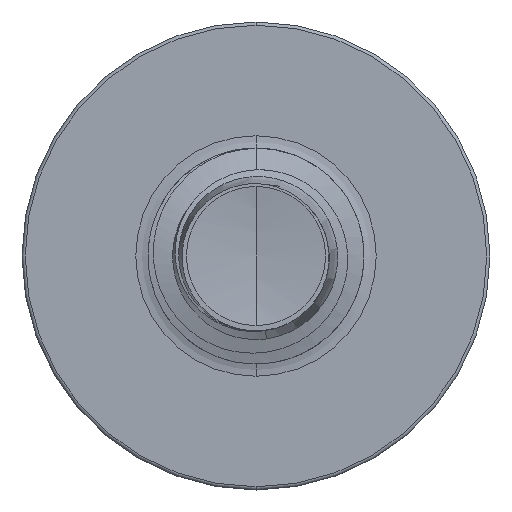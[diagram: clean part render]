
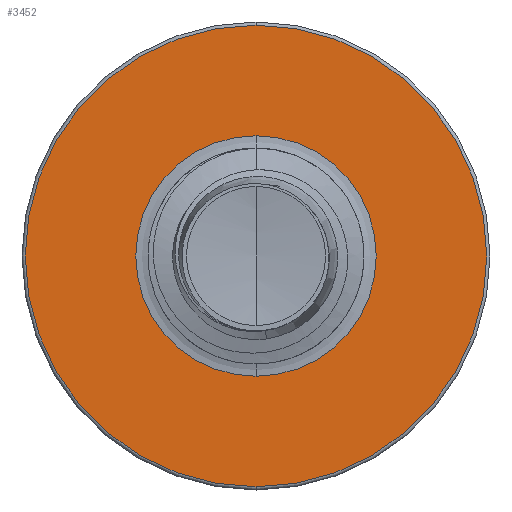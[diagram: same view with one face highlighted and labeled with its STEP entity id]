
A CAD part, front view. The second image highlights one B-rep face of the part: STEP entity #3452.
In plain terms, the highlighted planar face has unit normal (0, -1, 0).
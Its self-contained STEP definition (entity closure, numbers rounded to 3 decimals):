
#81 = AXIS2_PLACEMENT_3D ( 'NONE', #9039, #9030, #9022 ) ;
#115 = ORIENTED_EDGE ( 'NONE', *, *, #1553, .F. ) ;
#409 = DIRECTION ( 'NONE',  ( 0., 0., 1. ) ) ;
#422 = CARTESIAN_POINT ( 'NONE',  ( 0., 3.5, -1.67 ) ) ;
#438 = PLANE ( 'NONE',  #6939 ) ;
#565 = DIRECTION ( 'NONE',  ( 0., 1., 0. ) ) ;
#585 = DIRECTION ( 'NONE',  ( 0., 1., 0. ) ) ;
#596 = EDGE_CURVE ( 'NONE', #8877, #4175, #9529, .T. ) ;
#1539 = EDGE_CURVE ( 'NONE', #9843, #6645, #2173, .T. ) ;
#1553 = EDGE_CURVE ( 'NONE', #4175, #8877, #4746, .T. ) ;
#1646 = EDGE_LOOP ( 'NONE', ( #9223, #8926 ) ) ;
#2095 = CARTESIAN_POINT ( 'NONE',  ( 0., 3.5, 0. ) ) ;
#2173 = CIRCLE ( 'NONE', #7518, 1.67 ) ;
#3452 = ADVANCED_FACE ( 'NONE', ( #7687, #8850 ), #438, .F. ) ;
#3601 = DIRECTION ( 'NONE',  ( 0., 0., 1. ) ) ;
#3728 = DIRECTION ( 'NONE',  ( 0., 0., 1. ) ) ;
#4175 = VERTEX_POINT ( 'NONE', #7983 ) ;
#4212 = CARTESIAN_POINT ( 'NONE',  ( 0., 3.5, 1.67 ) ) ;
#4746 = CIRCLE ( 'NONE', #7608, 3.205 ) ;
#4978 = CARTESIAN_POINT ( 'NONE',  ( 0., 3.5, 0. ) ) ;
#5425 = DIRECTION ( 'NONE',  ( 0., 1., 0. ) ) ;
#5568 = DIRECTION ( 'NONE',  ( 0., 1., 0. ) ) ;
#5643 = CARTESIAN_POINT ( 'NONE',  ( 0., 3.5, 0. ) ) ;
#6249 = CARTESIAN_POINT ( 'NONE',  ( 0., 3.5, 3.205 ) ) ;
#6645 = VERTEX_POINT ( 'NONE', #8832 ) ;
#6655 = EDGE_LOOP ( 'NONE', ( #6749, #115 ) ) ;
#6749 = ORIENTED_EDGE ( 'NONE', *, *, #596, .F. ) ;
#6939 = AXIS2_PLACEMENT_3D ( 'NONE', #422, #585, #409 ) ;
#7161 = DIRECTION ( 'NONE',  ( 0., 0., 1. ) ) ;
#7518 = AXIS2_PLACEMENT_3D ( 'NONE', #2095, #5568, #3601 ) ;
#7608 = AXIS2_PLACEMENT_3D ( 'NONE', #4978, #565, #3728 ) ;
#7687 = FACE_OUTER_BOUND ( 'NONE', #6655, .T. ) ;
#7933 = AXIS2_PLACEMENT_3D ( 'NONE', #5643, #5425, #7161 ) ;
#7983 = CARTESIAN_POINT ( 'NONE',  ( 0., 3.5, -3.205 ) ) ;
#8832 = CARTESIAN_POINT ( 'NONE',  ( 0., 3.5, -1.67 ) ) ;
#8850 = FACE_BOUND ( 'NONE', #1646, .T. ) ;
#8877 = VERTEX_POINT ( 'NONE', #6249 ) ;
#8926 = ORIENTED_EDGE ( 'NONE', *, *, #10581, .T. ) ;
#9022 = DIRECTION ( 'NONE',  ( 0., 0., 1. ) ) ;
#9029 = CIRCLE ( 'NONE', #81, 1.67 ) ;
#9030 = DIRECTION ( 'NONE',  ( 0., 1., 0. ) ) ;
#9039 = CARTESIAN_POINT ( 'NONE',  ( 0., 3.5, 0. ) ) ;
#9223 = ORIENTED_EDGE ( 'NONE', *, *, #1539, .T. ) ;
#9529 = CIRCLE ( 'NONE', #7933, 3.205 ) ;
#9843 = VERTEX_POINT ( 'NONE', #4212 ) ;
#10581 = EDGE_CURVE ( 'NONE', #6645, #9843, #9029, .T. ) ;
